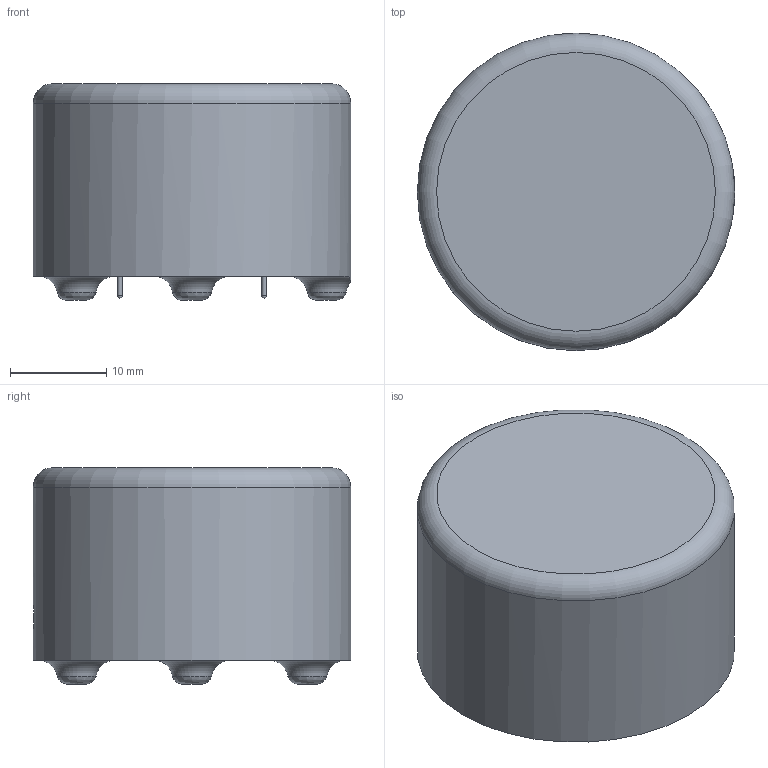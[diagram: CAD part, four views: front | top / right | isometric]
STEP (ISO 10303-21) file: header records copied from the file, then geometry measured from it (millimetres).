
FILE_DESCRIPTION(/* description */ (''),/* implementation_level */ '2;1');
FILE_NAME(/* name */ 'sensor v10.step',/* time_stamp */ '2020-05-07T00:12:16+01:00',/* author */ (''),/* organization */ (''),/* preprocessor_version */ 'ST-DEVELOPER v18.1',/* originating_system */ 'Autodesk Translation Framework v9.2.0.1227',/* authorisation */ '');
FILE_SCHEMA (('AUTOMOTIVE_DESIGN { 1 0 10303 214 3 1 1 }'));
Length unit declared in the file: millimetre
Products named in the file (2): sensor; mill-max-9081-0-00-15-00-00-08-0
Assembly tree (2 placements, depth 2):
  sensor
    mill-max-9081-0-00-15-00-00-08-0  x2
Bounding box: 33 x 33 x 22.5 mm (x, y, z)
Volume: 9724 mm3; surface area: 7446.1 mm2
Topology: 4 solids, 4 shells, 51 faces, 106 edges, 74 vertices
Faces by surface type: plane 20, cylinder 18, torus 7, bspline 4, sphere 2
Full cylindrical faces by diameter (mm): 0.508 x6, 1.143 x2, 2 x2, 2.8 x1, 27 x2, 30 x4, 33 x1
Entity records: 1715 total; most frequent: CARTESIAN_POINT 703, DIRECTION 217, ORIENTED_EDGE 174, AXIS2_PLACEMENT_3D 101, EDGE_CURVE 87, EDGE_LOOP 61, VERTEX_POINT 60, CIRCLE 57
